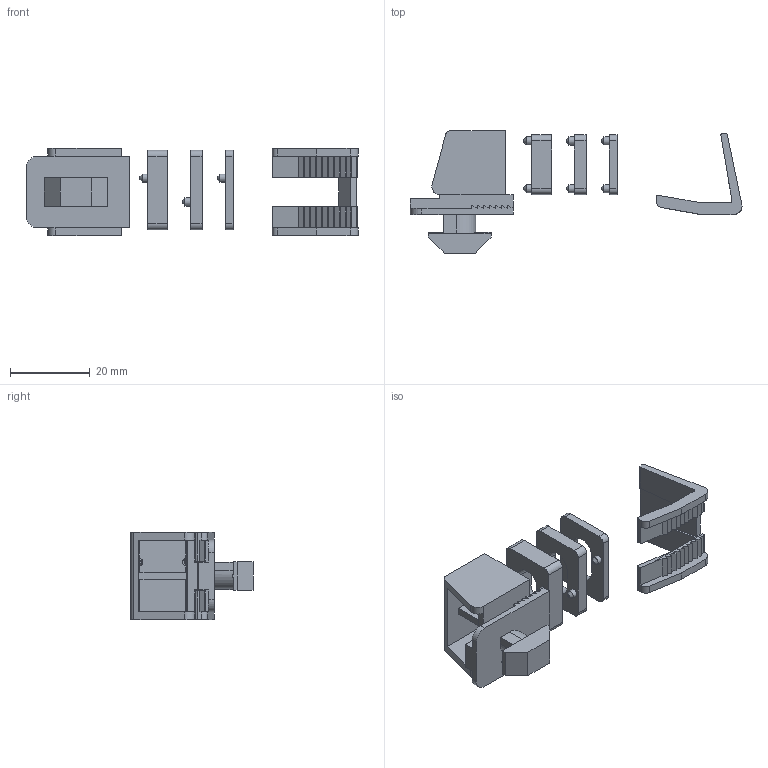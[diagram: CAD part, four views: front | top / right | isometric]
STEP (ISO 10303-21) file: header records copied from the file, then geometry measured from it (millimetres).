
FILE_DESCRIPTION(/* description */ ('STEP AP214'),/* implementation_level */ '2;1');
FILE_NAME(/* name */ '094203',/* time_stamp */ '2022-07-14T09:49:03+02:00',/* author */ ('License CC BY-ND 4.0'),/* organization */ ('CADENAS'),/* preprocessor_version */ 'ST-DEVELOPER v18.102',/* originating_system */ 'PARTsolutions',/* authorisation */ ' ');
FILE_SCHEMA (('AUTOMOTIVE_DESIGN {1 0 10303 214 3 1 1}'));
Length unit declared in the file: millimetre
Products named in the file (6): 094203; 094102K; 094103K; 094105K; 094203-2; 094203-1
Assembly tree (5 placements, depth 2):
  094203
    094102K
    094103K
    094105K
    094203-2
    094203-1
Bounding box: 83.53 x 30.7 x 22 mm (x, y, z)
Volume: 8228.6 mm3; surface area: 8891.7 mm2
Topology: 5 solids, 5 shells, 259 faces, 698 edges, 458 vertices
Faces by surface type: plane 191, cylinder 58, cone 10
Full cylindrical faces by diameter (mm): 2 x6, 2.05 x6
Entity records: 8095 total; most frequent: CARTESIAN_POINT 1401, ORIENTED_EDGE 1348, DIRECTION 1334, EDGE_CURVE 674, LINE 540, VECTOR 540, VERTEX_POINT 456, AXIS2_PLACEMENT_3D 397
